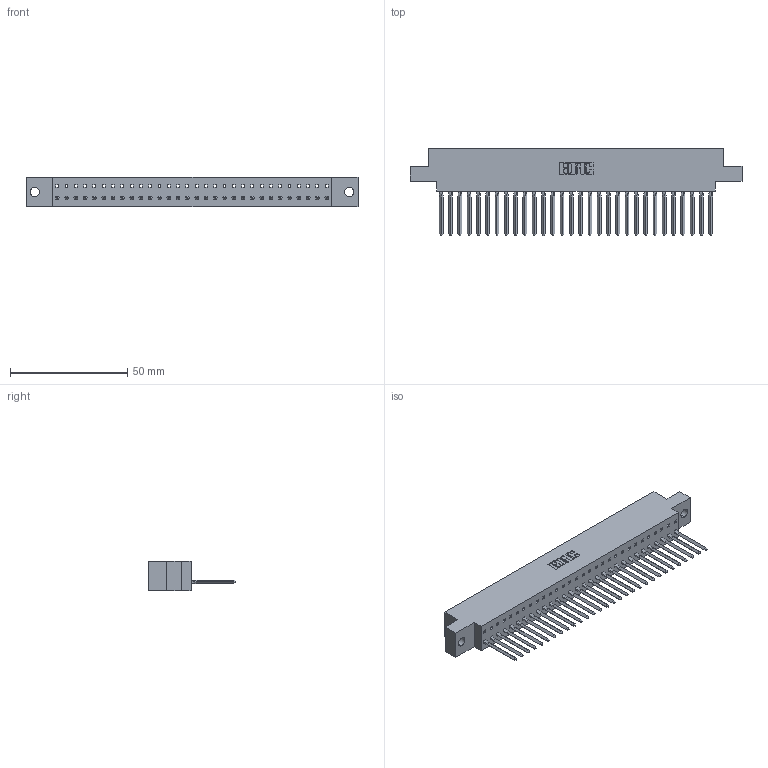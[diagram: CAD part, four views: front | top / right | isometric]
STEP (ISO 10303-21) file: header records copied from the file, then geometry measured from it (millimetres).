
FILE_DESCRIPTION (( 'STEP AP203' ), '1' );
FILE_NAME ('317-030-542-604.STEP', '2020-02-27T20:07:22', ( '' ), ( '' ), 'SwSTEP 2.0', 'SolidWorks 2016', '' );
FILE_SCHEMA (( 'CONFIG_CONTROL_DESIGN' ));
Length unit declared in the file: inch
Products named in the file (3): 317-030-542-604; 317 Part_.156 Dia - TH; 317-290-003_542
Assembly tree (31 placements, depth 2):
  317-030-542-604
    317 Part_.156 Dia - TH
    317-290-003_542  x30
Bounding box: 141.58 x 37.34 x 12.7 mm (x, y, z)
Volume: 21463.3 mm3; surface area: 25717.8 mm2
Topology: 31 solids, 31 shells, 2352 faces, 6785 edges, 4382 vertices
Faces by surface type: plane 1978, cylinder 254, bspline 120
Entity records: 43099 total; most frequent: CARTESIAN_POINT 7903, ORIENTED_EDGE 7596, DIRECTION 6350, EDGE_CURVE 3798, VECTOR 3628, LINE 3628, VERTEX_POINT 2526, AXIS2_PLACEMENT_3D 1361
